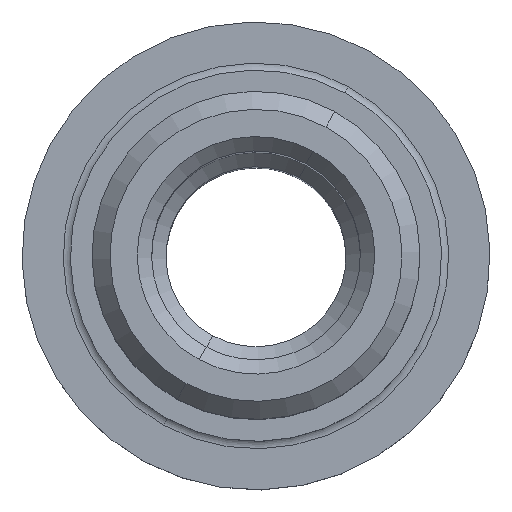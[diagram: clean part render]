
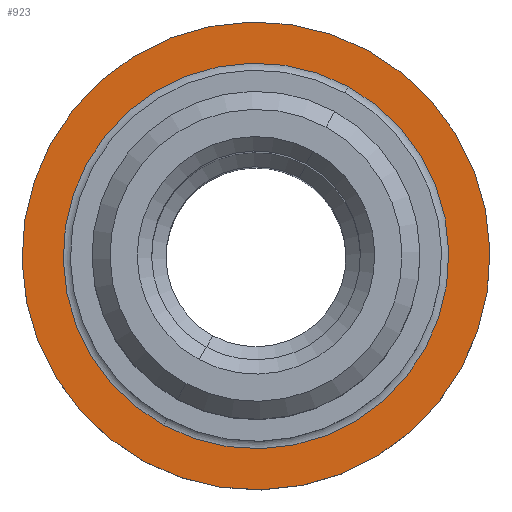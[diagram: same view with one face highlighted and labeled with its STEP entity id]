
A CAD part, top view. The second image highlights one B-rep face of the part: STEP entity #923.
In plain terms, the highlighted planar face has unit normal (0, 0, 1).
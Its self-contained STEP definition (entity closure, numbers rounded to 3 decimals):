
#256=CARTESIAN_POINT('Vertex',(6.233,11.409,66.)) ;
#259=CARTESIAN_POINT('Axis2P3D Location',(0.,0.,66.)) ;
#263=CARTESIAN_POINT('Vertex',(-6.233,-11.409,66.)) ;
#283=CARTESIAN_POINT('Axis2P3D Location',(0.,0.,66.)) ;
#300=CARTESIAN_POINT('Axis2P3D Location',(0.,0.,66.)) ;
#304=CARTESIAN_POINT('Vertex',(5.136,9.401,66.)) ;
#306=CARTESIAN_POINT('Vertex',(-5.136,-9.401,66.)) ;
#335=CARTESIAN_POINT('Axis2P3D Location',(0.,0.,66.)) ;
#910=CARTESIAN_POINT('Axis2P3D Location',(0.,13.,66.)) ;
#260=DIRECTION('Axis2P3D Direction',(0.,0.,-1.)) ;
#284=DIRECTION('Axis2P3D Direction',(0.,0.,-1.)) ;
#301=DIRECTION('Axis2P3D Direction',(0.,0.,-1.)) ;
#336=DIRECTION('Axis2P3D Direction',(0.,0.,-1.)) ;
#911=DIRECTION('Axis2P3D Direction',(0.,0.,-1.)) ;
#912=DIRECTION('Axis2P3D XDirection',(1.,0.,0.)) ;
#261=AXIS2_PLACEMENT_3D('Circle Axis2P3D',#259,#260,$) ;
#285=AXIS2_PLACEMENT_3D('Circle Axis2P3D',#283,#284,$) ;
#302=AXIS2_PLACEMENT_3D('Circle Axis2P3D',#300,#301,$) ;
#337=AXIS2_PLACEMENT_3D('Circle Axis2P3D',#335,#336,$) ;
#913=AXIS2_PLACEMENT_3D('Plane Axis2P3D',#910,#911,#912) ;
#916=ORIENTED_EDGE('',*,*,#265,.F.) ;
#917=ORIENTED_EDGE('',*,*,#287,.F.) ;
#920=ORIENTED_EDGE('',*,*,#339,.T.) ;
#921=ORIENTED_EDGE('',*,*,#308,.T.) ;
#922=FACE_BOUND('',#919,.T.) ;
#923=ADVANCED_FACE('PartBody',(#918,#922),#914,.F.) ;
#262=CIRCLE('generated circle',#261,13.) ;
#286=CIRCLE('generated circle',#285,13.) ;
#303=CIRCLE('generated circle',#302,10.713) ;
#338=CIRCLE('generated circle',#337,10.713) ;
#265=EDGE_CURVE('',#257,#264,#262,.T.) ;
#287=EDGE_CURVE('',#264,#257,#286,.T.) ;
#308=EDGE_CURVE('',#305,#307,#303,.T.) ;
#339=EDGE_CURVE('',#307,#305,#338,.T.) ;
#915=EDGE_LOOP('',(#916,#917)) ;
#919=EDGE_LOOP('',(#920,#921)) ;
#918=FACE_OUTER_BOUND('',#915,.T.) ;
#914=PLANE('Plane',#913) ;
#257=VERTEX_POINT('',#256) ;
#264=VERTEX_POINT('',#263) ;
#305=VERTEX_POINT('',#304) ;
#307=VERTEX_POINT('',#306) ;
